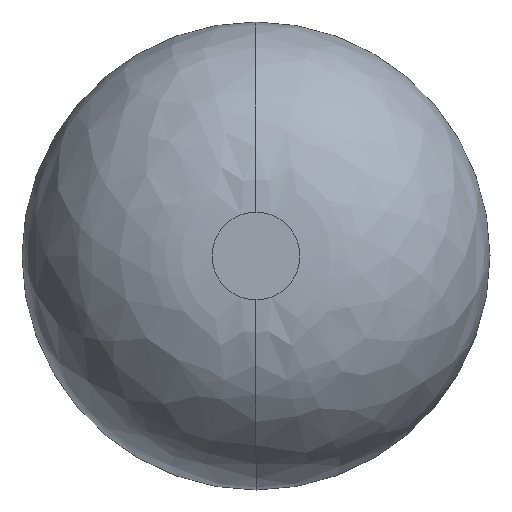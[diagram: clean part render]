
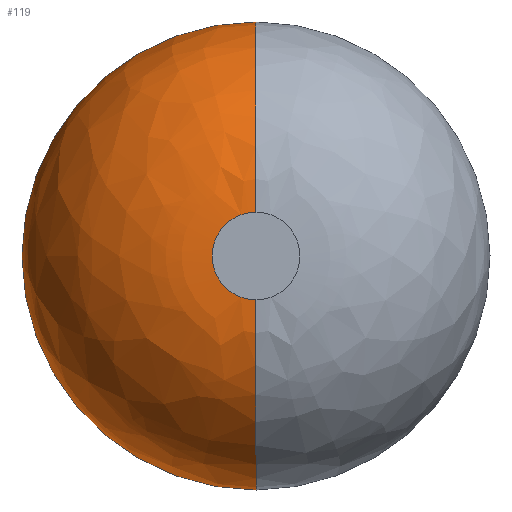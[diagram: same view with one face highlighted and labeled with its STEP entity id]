
A CAD part, left-side view. The second image highlights one B-rep face of the part: STEP entity #119.
In plain terms, the highlighted free-form (B-spline) face has degree [3, 3] with [4, 4] control points.
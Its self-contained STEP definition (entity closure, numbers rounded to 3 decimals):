
#109=(
BOUNDED_SURFACE()
B_SPLINE_SURFACE(3,3,((#446,#447,#448,#449),(#450,#451,#452,#453),(#454,
#455,#456,#457),(#458,#459,#460,#461)),.UNSPECIFIED.,.F.,.F.,.F.)
B_SPLINE_SURFACE_WITH_KNOTS((4,4),(4,4),(0.,1.),(0.,1.),.UNSPECIFIED.)
GEOMETRIC_REPRESENTATION_ITEM()
RATIONAL_B_SPLINE_SURFACE(((1.,0.333,0.333,1.),
(0.805,0.268,0.268,0.805),
(0.805,0.268,0.268,0.805),
(1.,0.333,0.333,1.)))
REPRESENTATION_ITEM('')
SURFACE()
);
#119=ADVANCED_FACE('',(#140),#109,.T.);
#140=FACE_OUTER_BOUND('',#154,.T.);
#154=EDGE_LOOP('',(#202,#203,#204,#205));
#202=ORIENTED_EDGE('',*,*,#271,.T.);
#203=ORIENTED_EDGE('',*,*,#272,.F.);
#204=ORIENTED_EDGE('',*,*,#273,.F.);
#205=ORIENTED_EDGE('',*,*,#274,.T.);
#252=VERTEX_POINT('',#439);
#253=VERTEX_POINT('',#440);
#254=VERTEX_POINT('',#442);
#255=VERTEX_POINT('',#444);
#271=EDGE_CURVE('',#252,#253,#291,.T.);
#272=EDGE_CURVE('',#254,#253,#292,.T.);
#273=EDGE_CURVE('',#255,#254,#293,.T.);
#274=EDGE_CURVE('',#255,#252,#294,.T.);
#291=CIRCLE('',#314,1.5);
#292=CIRCLE('',#315,6.5);
#293=CIRCLE('',#316,8.);
#294=CIRCLE('',#317,6.5);
#314=AXIS2_PLACEMENT_3D('',#438,#364,#365);
#315=AXIS2_PLACEMENT_3D('',#441,#366,#367);
#316=AXIS2_PLACEMENT_3D('',#443,#368,#369);
#317=AXIS2_PLACEMENT_3D('',#445,#370,#371);
#364=DIRECTION('',(1.,0.,0.));
#365=DIRECTION('',(0.,0.,-1.));
#366=DIRECTION('',(0.,-1.,0.));
#367=DIRECTION('',(0.,0.,1.));
#368=DIRECTION('',(1.,0.,0.));
#369=DIRECTION('',(0.,0.,-1.));
#370=DIRECTION('',(0.,1.,0.));
#371=DIRECTION('',(0.,0.,-1.));
#438=CARTESIAN_POINT('',(-13.5,0.,0.));
#439=CARTESIAN_POINT('',(-13.5,0.,-1.5));
#440=CARTESIAN_POINT('',(-13.5,0.,1.5));
#441=CARTESIAN_POINT('',(-7.,0.,1.5));
#442=CARTESIAN_POINT('',(-7.,0.,8.));
#443=CARTESIAN_POINT('',(-7.,0.,0.));
#444=CARTESIAN_POINT('',(-7.,0.,-8.));
#445=CARTESIAN_POINT('',(-7.,0.,-1.5));
#446=CARTESIAN_POINT('',(-7.,0.,-8.));
#447=CARTESIAN_POINT('',(-7.,16.,-8.));
#448=CARTESIAN_POINT('',(-7.,16.,8.));
#449=CARTESIAN_POINT('',(-7.,0.,8.));
#450=CARTESIAN_POINT('',(-10.808,0.,-8.));
#451=CARTESIAN_POINT('',(-10.808,16.,-8.));
#452=CARTESIAN_POINT('',(-10.808,16.,8.));
#453=CARTESIAN_POINT('',(-10.808,0.,8.));
#454=CARTESIAN_POINT('',(-13.5,0.,-5.308));
#455=CARTESIAN_POINT('',(-13.5,10.615,-5.308));
#456=CARTESIAN_POINT('',(-13.5,10.615,5.308));
#457=CARTESIAN_POINT('',(-13.5,0.,5.308));
#458=CARTESIAN_POINT('',(-13.5,0.,-1.5));
#459=CARTESIAN_POINT('',(-13.5,3.,-1.5));
#460=CARTESIAN_POINT('',(-13.5,3.,1.5));
#461=CARTESIAN_POINT('',(-13.5,0.,1.5));
